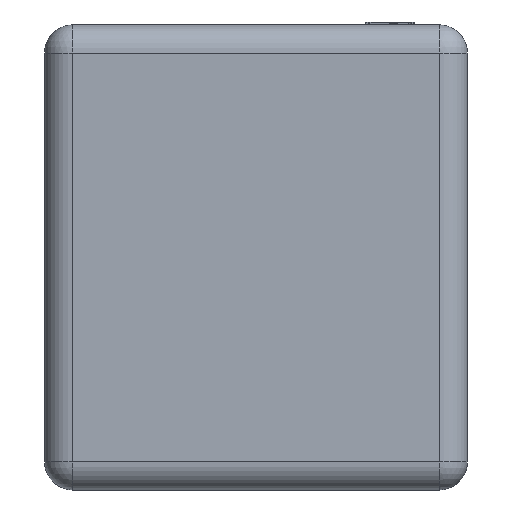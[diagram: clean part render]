
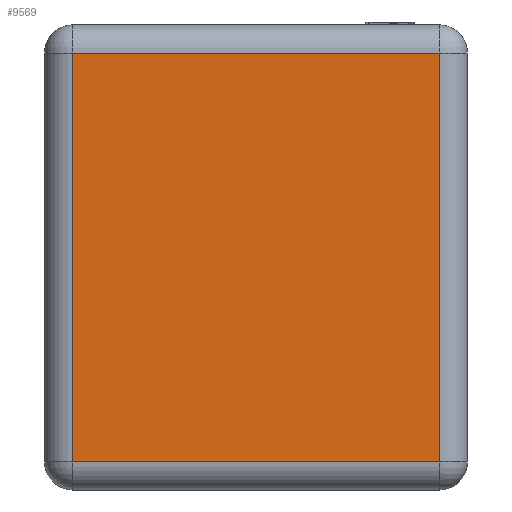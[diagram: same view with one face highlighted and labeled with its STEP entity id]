
A CAD part, left-side view. The second image highlights one B-rep face of the part: STEP entity #9569.
In plain terms, the highlighted planar face has unit normal (-1, 0, 0).
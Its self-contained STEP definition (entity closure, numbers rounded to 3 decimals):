
#9341 = VERTEX_POINT('',#9342);
#9342 = CARTESIAN_POINT('',(-0.3,0.13,0.02));
#9349 = EDGE_CURVE('',#9341,#9350,#9352,.T.);
#9350 = VERTEX_POINT('',#9351);
#9351 = CARTESIAN_POINT('',(-0.3,0.13,0.31));
#9352 = LINE('',#9353,#9354);
#9353 = CARTESIAN_POINT('',(-0.3,0.13,0.));
#9354 = VECTOR('',#9355,1.);
#9355 = DIRECTION('',(0.,0.,1.));
#9569 = ADVANCED_FACE('',(#9570),#9595,.T.);
#9570 = FACE_BOUND('',#9571,.T.);
#9571 = EDGE_LOOP('',(#9572,#9573,#9581,#9589));
#9572 = ORIENTED_EDGE('',*,*,#9349,.F.);
#9573 = ORIENTED_EDGE('',*,*,#9574,.F.);
#9574 = EDGE_CURVE('',#9575,#9341,#9577,.T.);
#9575 = VERTEX_POINT('',#9576);
#9576 = CARTESIAN_POINT('',(-0.3,-0.13,0.02));
#9577 = LINE('',#9578,#9579);
#9578 = CARTESIAN_POINT('',(-0.3,-0.15,0.02));
#9579 = VECTOR('',#9580,1.);
#9580 = DIRECTION('',(0.,1.,0.));
#9581 = ORIENTED_EDGE('',*,*,#9582,.T.);
#9582 = EDGE_CURVE('',#9575,#9583,#9585,.T.);
#9583 = VERTEX_POINT('',#9584);
#9584 = CARTESIAN_POINT('',(-0.3,-0.13,0.31));
#9585 = LINE('',#9586,#9587);
#9586 = CARTESIAN_POINT('',(-0.3,-0.13,0.));
#9587 = VECTOR('',#9588,1.);
#9588 = DIRECTION('',(0.,0.,1.));
#9589 = ORIENTED_EDGE('',*,*,#9590,.T.);
#9590 = EDGE_CURVE('',#9583,#9350,#9591,.T.);
#9591 = LINE('',#9592,#9593);
#9592 = CARTESIAN_POINT('',(-0.3,-0.15,0.31));
#9593 = VECTOR('',#9594,1.);
#9594 = DIRECTION('',(0.,1.,0.));
#9595 = PLANE('',#9596);
#9596 = AXIS2_PLACEMENT_3D('',#9597,#9598,#9599);
#9597 = CARTESIAN_POINT('',(-0.3,-0.15,0.));
#9598 = DIRECTION('',(-1.,0.,0.));
#9599 = DIRECTION('',(0.,1.,0.));
